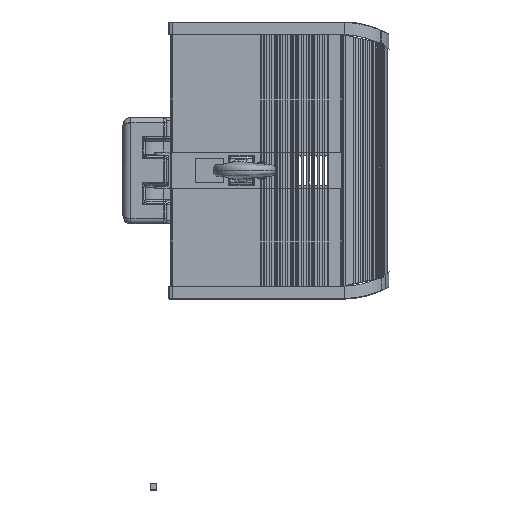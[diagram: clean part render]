
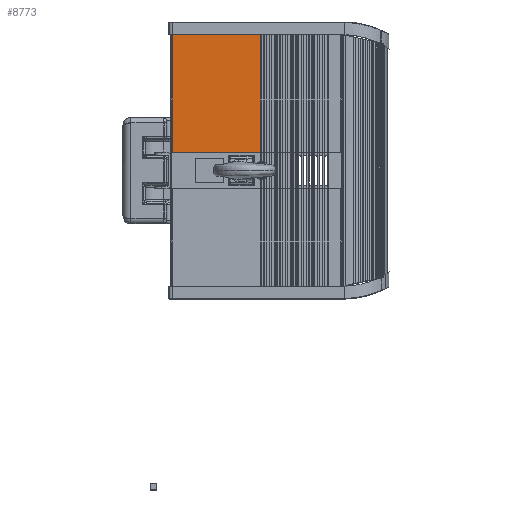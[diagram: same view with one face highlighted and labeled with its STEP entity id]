
A CAD part, top view. The second image highlights one B-rep face of the part: STEP entity #8773.
In plain terms, the highlighted planar face has unit normal (0, 0, 1).
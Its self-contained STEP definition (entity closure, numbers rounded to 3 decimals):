
#7531=EDGE_CURVE('',#18704,#18842,#18843,.T.);
#8773=ADVANCED_FACE('',(#20755),#20756,.T.);
#18704=VERTEX_POINT('',#34978);
#18842=VERTEX_POINT('',#35159);
#18843=LINE('',#35160,#35161);
#20755=FACE_OUTER_BOUND('',#38096,.T.);
#20756=PLANE('',#38097);
#34978=CARTESIAN_POINT('',(8.3,34.5,-124.));
#35159=CARTESIAN_POINT('',(-159.5,34.5,-124.));
#35160=CARTESIAN_POINT('',(8.3,34.5,-124.));
#35161=VECTOR('',#66930,1.0);
#38096=EDGE_LOOP('',(#70189,#70190,#70191,#70192));
#38097=AXIS2_PLACEMENT_3D('',#70193,#70194,#70195);
#66930=DIRECTION('',(-1.0,0.0,0.0));
#70189=ORIENTED_EDGE('',*,*,#94892,.T.);
#70190=ORIENTED_EDGE('',*,*,#94893,.F.);
#70191=ORIENTED_EDGE('',*,*,#7531,.F.);
#70192=ORIENTED_EDGE('',*,*,#94894,.T.);
#70193=CARTESIAN_POINT('',(-75.6,34.5,-124.));
#70194=DIRECTION('',(0.0,0.0,1.0));
#70195=DIRECTION('',(1.0,0.0,0.0));
#94892=EDGE_CURVE('',#101709,#101710,#101711,.T.);
#94893=EDGE_CURVE('',#18842,#101710,#101712,.T.);
#94894=EDGE_CURVE('',#18704,#101709,#101713,.T.);
#101709=VERTEX_POINT('',#110752);
#101710=VERTEX_POINT('',#110753);
#101711=LINE('',#110754,#110755);
#101712=LINE('',#110756,#110757);
#101713=LINE('',#110758,#110759);
#110752=CARTESIAN_POINT('',(8.3,256.0,-124.));
#110753=CARTESIAN_POINT('',(-159.5,256.0,-124.));
#110754=CARTESIAN_POINT('',(8.3,256.0,-124.));
#110755=VECTOR('',#119880,1.0);
#110756=CARTESIAN_POINT('',(-159.5,34.5,-124.));
#110757=VECTOR('',#119881,1.0);
#110758=CARTESIAN_POINT('',(8.3,34.5,-124.));
#110759=VECTOR('',#119882,1.0);
#119880=DIRECTION('',(-1.0,0.0,0.0));
#119881=DIRECTION('',(0.0,1.0,0.0));
#119882=DIRECTION('',(0.0,1.0,0.0));
